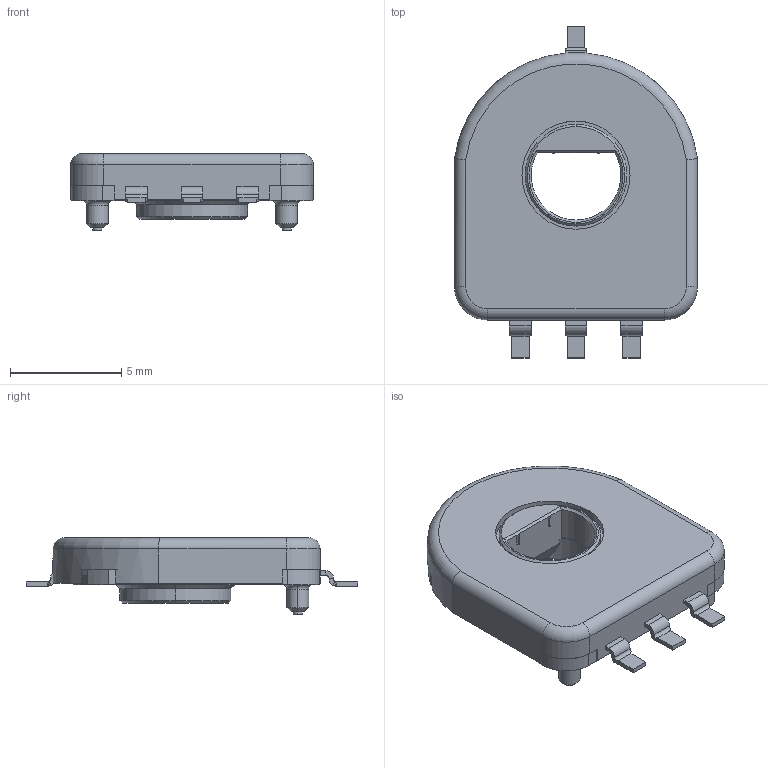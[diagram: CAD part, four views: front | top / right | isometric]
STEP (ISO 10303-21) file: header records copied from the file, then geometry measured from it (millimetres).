
FILE_DESCRIPTION (( 'STEP AP214' ), '1' );
FILE_NAME ('RDC506018A.STEP', '2018-07-26T00:25:29', ( 'user' ), ( 'Hewlett-Packard Company' ), 'SwSTEP 2.0', 'SolidWorks 2017', '' );
FILE_SCHEMA (( 'AUTOMOTIVE_DESIGN' ));
Length unit declared in the file: millimetre
Products named in the file (1): RDC506018A
Bounding box: 10.9 x 14.9 x 3.43 mm (x, y, z)
Volume: 222.1 mm3; surface area: 398.2 mm2
Topology: 1 solids, 1 shells, 234 faces, 571 edges, 350 vertices
Faces by surface type: plane 136, cylinder 64, cone 15, torus 11, bspline 8
Entity records: 8143 total; most frequent: CARTESIAN_POINT 1343, DIRECTION 1156, ORIENTED_EDGE 1142, EDGE_CURVE 571, AXIS2_PLACEMENT_3D 405, VERTEX_POINT 350, VECTOR 346, LINE 346
